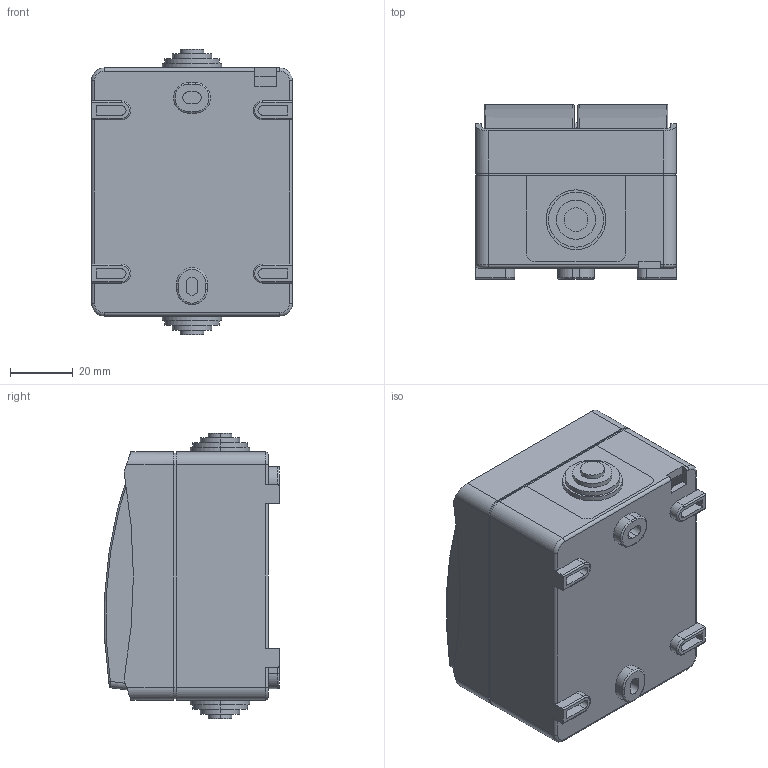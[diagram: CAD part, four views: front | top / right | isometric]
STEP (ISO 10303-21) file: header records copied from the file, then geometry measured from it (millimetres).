
FILE_DESCRIPTION (( 'STEP AP203' ), '1' );
FILE_NAME ('EVS20-K03-10-54-DC ÂÑ20-2-0-ÔÑð Âûêëþ÷àòåëü äâóõêëàâèøíûé äëÿ îòêðûòîé óñòàíîâêè ÔÎÐÑ IP54 IEK.STEP', '2016-11-14T11:50:14', ( '' ), ( '' ), 'SwSTEP 2.0', 'SolidWorks 2014', '' );
FILE_SCHEMA (( 'CONFIG_CONTROL_DESIGN' ));
Length unit declared in the file: millimetre
Products named in the file (2): EVS20-K03-10-54-DC ÂÑ20-2-0-ÔÑð Âûêëþ÷àòåëü äâóõêëàâèøíûé äëÿ îòêðûòîé óñòàíîâêè ÔÎÐÑ IP54 IEK
Bounding box: 64 x 55.67 x 91 mm (x, y, z)
Volume: 62889.5 mm3; surface area: 69053.5 mm2
Topology: 6 solids, 6 shells, 538 faces, 1430 edges, 933 vertices
Faces by surface type: plane 325, cylinder 187, torus 17, sphere 5, bspline 4
Entity records: 17048 total; most frequent: CARTESIAN_POINT 3291, ORIENTED_EDGE 2860, DIRECTION 2807, EDGE_CURVE 1430, LINE 1029, VECTOR 1029, VERTEX_POINT 933, AXIS2_PLACEMENT_3D 889
